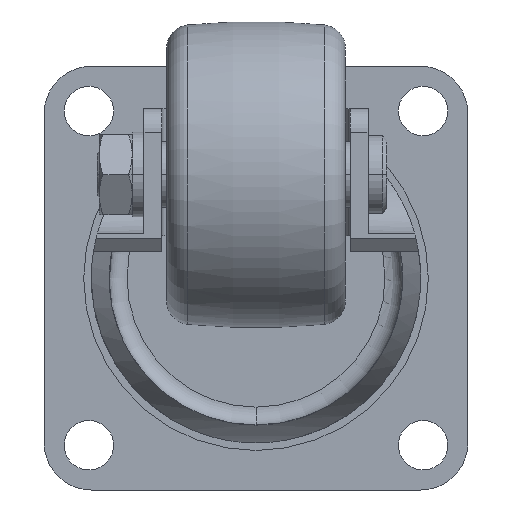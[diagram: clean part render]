
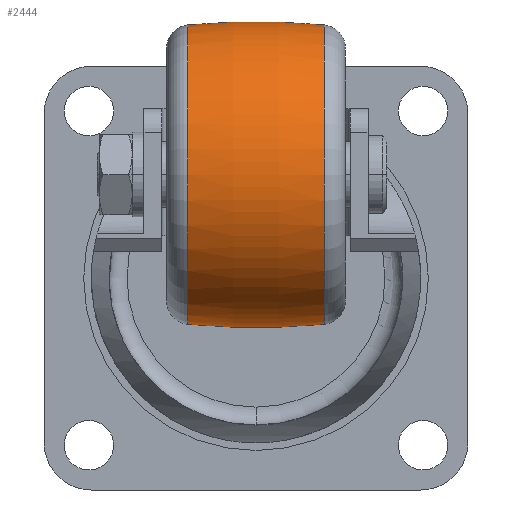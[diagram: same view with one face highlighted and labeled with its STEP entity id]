
A CAD part, front view. The second image highlights one B-rep face of the part: STEP entity #2444.
In plain terms, the highlighted toroidal (fillet/blend) face has major radius 117.5 mm and minor radius 150 mm.
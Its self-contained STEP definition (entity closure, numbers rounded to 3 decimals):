
#165 = EDGE_CURVE ( 'NONE', #3342, #4035, #3568, .T. ) ;
#307 = CARTESIAN_POINT ( 'NONE',  ( 0., 32.5, -95.5 ) ) ;
#482 = CARTESIAN_POINT ( 'NONE',  ( 14.483, 32.5, 22. ) ) ;
#508 = CARTESIAN_POINT ( 'NONE',  ( 0., 32.5, 139.5 ) ) ;
#638 = DIRECTION ( 'NONE',  ( 1., 0., 0. ) ) ;
#828 = EDGE_LOOP ( 'NONE', ( #889, #2585, #3826, #4167 ) ) ;
#889 = ORIENTED_EDGE ( 'NONE', *, *, #4232, .F. ) ;
#990 = DIRECTION ( 'NONE',  ( 0., 1., 0. ) ) ;
#1045 = VERTEX_POINT ( 'NONE', #1277 ) ;
#1053 = CARTESIAN_POINT ( 'NONE',  ( 14.483, 32.5, -9.799 ) ) ;
#1063 = CARTESIAN_POINT ( 'NONE',  ( -14.483, 32.5, 53.799 ) ) ;
#1277 = CARTESIAN_POINT ( 'NONE',  ( -14.483, 32.5, -9.799 ) ) ;
#1297 = CARTESIAN_POINT ( 'NONE',  ( 14.483, 32.5, 53.799 ) ) ;
#1716 = EDGE_CURVE ( 'NONE', #1045, #4035, #4082, .T. ) ;
#1725 = CARTESIAN_POINT ( 'NONE',  ( 0., 32.5, 22. ) ) ;
#1765 = AXIS2_PLACEMENT_3D ( 'NONE', #3670, #638, #4373 ) ;
#1836 = AXIS2_PLACEMENT_3D ( 'NONE', #482, #3424, #4124 ) ;
#1970 = DIRECTION ( 'NONE',  ( 1., 0., 0. ) ) ;
#2367 = EDGE_CURVE ( 'NONE', #4400, #1045, #2877, .T. ) ;
#2444 = ADVANCED_FACE ( 'NONE', ( #4139 ), #3430, .T. ) ;
#2512 = AXIS2_PLACEMENT_3D ( 'NONE', #307, #990, #2648 ) ;
#2585 = ORIENTED_EDGE ( 'NONE', *, *, #2367, .T. ) ;
#2617 = AXIS2_PLACEMENT_3D ( 'NONE', #1725, #1970, #4370 ) ;
#2648 = DIRECTION ( 'NONE',  ( 0., 0., 1. ) ) ;
#2877 = CIRCLE ( 'NONE', #1765, 31.799 ) ;
#3342 = VERTEX_POINT ( 'NONE', #1297 ) ;
#3424 = DIRECTION ( 'NONE',  ( 1., 0., 0. ) ) ;
#3430 = TOROIDAL_SURFACE ( 'NONE', #2617, -117.5, 150. ) ;
#3568 = CIRCLE ( 'NONE', #1836, 31.799 ) ;
#3670 = CARTESIAN_POINT ( 'NONE',  ( -14.483, 32.5, 22. ) ) ;
#3826 = ORIENTED_EDGE ( 'NONE', *, *, #1716, .T. ) ;
#3930 = CIRCLE ( 'NONE', #2512, 150. ) ;
#4011 = AXIS2_PLACEMENT_3D ( 'NONE', #508, #4217, #4229 ) ;
#4035 = VERTEX_POINT ( 'NONE', #1053 ) ;
#4082 = CIRCLE ( 'NONE', #4011, 150. ) ;
#4124 = DIRECTION ( 'NONE',  ( 0., 0., -1. ) ) ;
#4139 = FACE_OUTER_BOUND ( 'NONE', #828, .T. ) ;
#4167 = ORIENTED_EDGE ( 'NONE', *, *, #165, .F. ) ;
#4217 = DIRECTION ( 'NONE',  ( 0., -1., 0. ) ) ;
#4229 = DIRECTION ( 'NONE',  ( 0., 0., -1. ) ) ;
#4232 = EDGE_CURVE ( 'NONE', #4400, #3342, #3930, .T. ) ;
#4370 = DIRECTION ( 'NONE',  ( 0., 0., -1. ) ) ;
#4373 = DIRECTION ( 'NONE',  ( 0., 0., -1. ) ) ;
#4400 = VERTEX_POINT ( 'NONE', #1063 ) ;
